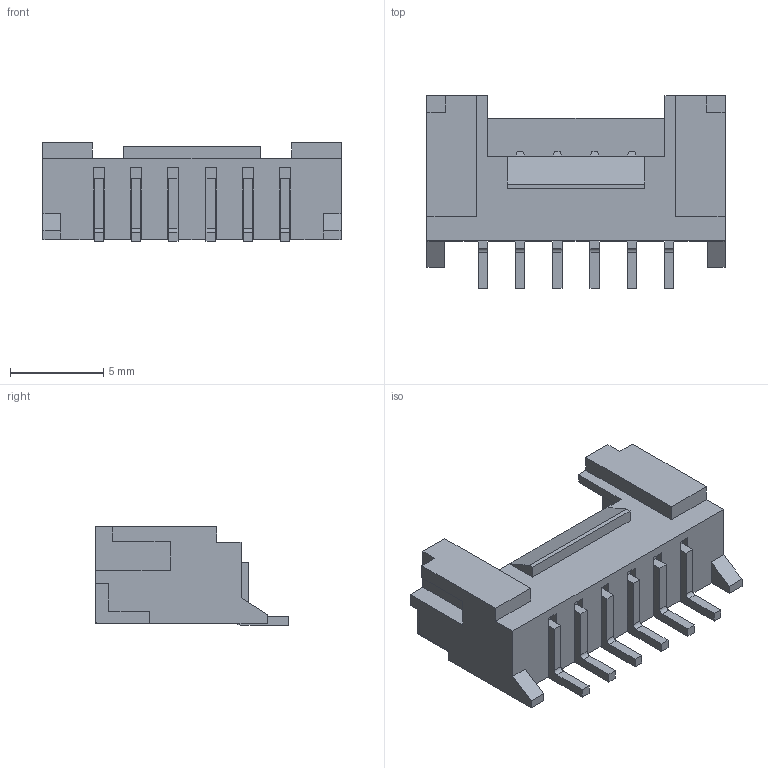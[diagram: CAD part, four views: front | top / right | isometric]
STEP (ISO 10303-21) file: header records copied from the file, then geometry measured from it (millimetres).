
FILE_DESCRIPTION (( 'STEP AP214' ), '1' );
FILE_NAME ('FWF20019-S06B24W5M_REF.STEP', '2024-10-25T07:35:05', ( '' ), ( '' ), 'SwSTEP 2.0', 'SolidWorks 2021', '' );
FILE_SCHEMA (( 'AUTOMOTIVE_DESIGN' ));
Length unit declared in the file: millimetre
Products named in the file (1): FWF20019-S06B24W5M_REF
Bounding box: 16 x 10.34 x 5.3 mm (x, y, z)
Volume: 299.7 mm3; surface area: 810.8 mm2
Topology: 1 solids, 1 shells, 229 faces, 611 edges, 396 vertices
Faces by surface type: plane 213, cylinder 16
Entity records: 6999 total; most frequent: CARTESIAN_POINT 1237, ORIENTED_EDGE 1222, DIRECTION 1103, EDGE_CURVE 611, VECTOR 579, LINE 579, VERTEX_POINT 396, AXIS2_PLACEMENT_3D 262
